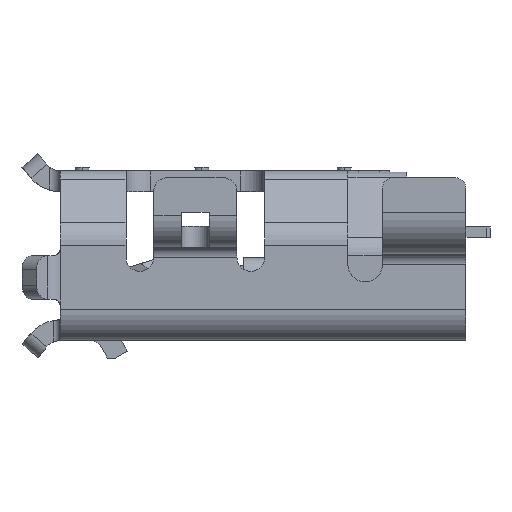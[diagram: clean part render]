
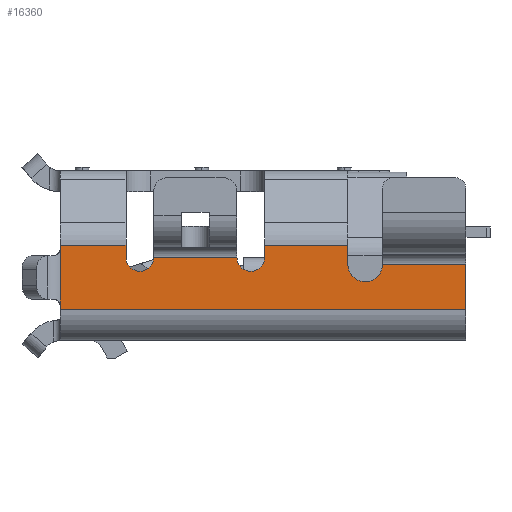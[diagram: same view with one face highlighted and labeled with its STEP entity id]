
A CAD part, left-side view. The second image highlights one B-rep face of the part: STEP entity #16360.
In plain terms, the highlighted face is planar.
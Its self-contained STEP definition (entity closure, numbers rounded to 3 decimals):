
#710=CARTESIAN_POINT('',(3.75,-1.1,1.725));
#720=VERTEX_POINT('',#710);
#3460=CARTESIAN_POINT('',(3.75,-1.324,-2.925
));
#3470=VERTEX_POINT('',#3460);
#4880=CARTESIAN_POINT('',(3.75,-1.374,-2.925));
#4890=DIRECTION('',(0.,0.,1.));
#4900=VECTOR('',#4890,0.95);
#4910=LINE('',#4880,#4900);
#4920=CARTESIAN_POINT('',(3.75,-1.374,-2.925));
#4930=VERTEX_POINT('',#4920);
#4940=CARTESIAN_POINT('',(3.75,-1.374,-1.975));
#4950=VERTEX_POINT('',#4940);
#4960=EDGE_CURVE('',#4930,#4950,#4910,.T.);
#5370=CARTESIAN_POINT('',(3.75,-1.374,1.225));
#5380=VERTEX_POINT('',#5370);
#5410=CARTESIAN_POINT('',(3.75,-1.374,0.025));
#5420=DIRECTION('',(0.,0.,1.));
#5430=VECTOR('',#5420,1.2);
#5440=LINE('',#5410,#5430);
#5450=CARTESIAN_POINT('',(3.75,-1.374,0.025));
#5460=VERTEX_POINT('',#5450);
#5470=EDGE_CURVE('',#5460,#5380,#5440,.T.);
#6420=CARTESIAN_POINT('',(3.75,-1.2,-1.975));
#6430=VERTEX_POINT('',#6420);
#6460=CARTESIAN_POINT('',(3.75,-1.2,-1.975));
#6470=DIRECTION('',(0.,-1.,0.));
#6480=VECTOR('',#6470,0.174);
#6490=LINE('',#6460,#6480);
#6500=EDGE_CURVE('',#6430,#4950,#6490,.T.);
#15290=CARTESIAN_POINT('',(3.75,-1.1,1.225));
#15300=VERTEX_POINT('',#15290);
#15330=CARTESIAN_POINT('',(3.75,-1.374,1.225));
#15340=DIRECTION('',(0.,1.,0.));
#15350=VECTOR('',#15340,0.274);
#15360=LINE('',#15330,#15350);
#15370=EDGE_CURVE('',#5380,#15300,#15360,.T.);
#15420=CARTESIAN_POINT('',(3.75,0.,-2.925));
#15430=DIRECTION('',(-1.,-0.,-0.));
#15440=DIRECTION('',(0.,0.,-1.));
#15450=AXIS2_PLACEMENT_3D('',#15420,#15430,#15440);
#15460=PLANE('',#15450);
#15470=CARTESIAN_POINT('',(3.75,-1.374,-2.925));
#15480=DIRECTION('',(0.,1.,
0.));
#15490=VECTOR('',#15480,0.05);
#15500=LINE('',#15470,#15490);
#15510=EDGE_CURVE('',#4930,#3470,#15500,.T.);
#15520=ORIENTED_EDGE('',*,*,#15510,.T.);
#15530=ORIENTED_EDGE('',*,*,#4960,.F.);
#15540=ORIENTED_EDGE('',*,*,#6500,.T.);
#15550=CARTESIAN_POINT('',(3.75,-1.2,-1.775));
#15560=DIRECTION('',(1.,0.,0.));
#15570=DIRECTION('',(0.,0.,-1.));
#15580=AXIS2_PLACEMENT_3D('',#15550,#15560,#15570);
#15590=CIRCLE('',#15580,0.2);
#15600=CARTESIAN_POINT('',(3.75,-1.2,-1.575));
#15610=VERTEX_POINT('',#15600);
#15620=EDGE_CURVE('',#6430,#15610,#15590,.T.);
#15630=ORIENTED_EDGE('',*,*,#15620,.F.);
#15640=CARTESIAN_POINT('',(3.75,-1.2,-1.575));
#15650=DIRECTION('',(0.,0.,1.));
#15660=VECTOR('',#15650,1.2);
#15670=LINE('',#15640,#15660);
#15680=CARTESIAN_POINT('',(3.75,-1.2,-0.375));
#15690=VERTEX_POINT('',#15680);
#15700=EDGE_CURVE('',#15610,#15690,#15670,.T.);
#15710=ORIENTED_EDGE('',*,*,#15700,.F.);
#15720=CARTESIAN_POINT('',(3.75,-1.2,-0.175));
#15730=DIRECTION('',(1.,0.,0.));
#15740=DIRECTION('',(0.,0.,-1.));
#15750=AXIS2_PLACEMENT_3D('',#15720,#15730,#15740);
#15760=CIRCLE('',#15750,0.2);
#15770=CARTESIAN_POINT('',(3.75,-1.2,0.025));
#15780=VERTEX_POINT('',#15770);
#15790=EDGE_CURVE('',#15690,#15780,#15760,.T.);
#15800=ORIENTED_EDGE('',*,*,#15790,.F.);
#15810=CARTESIAN_POINT('',(3.75,-1.374,0.025));
#15820=DIRECTION('',(0.,1.,0.));
#15830=VECTOR('',#15820,0.174);
#15840=LINE('',#15810,#15830);
#15850=EDGE_CURVE('',#5460,#15780,#15840,.T.);
#15860=ORIENTED_EDGE('',*,*,#15850,.T.);
#15870=ORIENTED_EDGE('',*,*,#5470,.F.);
#15880=ORIENTED_EDGE('',*,*,#15370,.F.);
#15890=CARTESIAN_POINT('',(3.75,-1.1,1.475));
#15900=DIRECTION('',(1.,0.,0.));
#15910=DIRECTION('',(0.,0.,-1.));
#15920=AXIS2_PLACEMENT_3D('',#15890,#15900,#15910);
#15930=CIRCLE('',#15920,0.25);
#15940=EDGE_CURVE('',#15300,#720,#15930,.T.);
#15950=ORIENTED_EDGE('',*,*,#15940,.F.);
#15960=CARTESIAN_POINT('',(3.75,-1.1,1.725));
#15970=DIRECTION('',(0.,0.,1.));
#15980=VECTOR('',#15970,1.2);
#15990=LINE('',#15960,#15980);
#16000=CARTESIAN_POINT('',(3.75,-1.1,2.925));
#16010=VERTEX_POINT('',#16000);
#16020=EDGE_CURVE('',#720,#16010,#15990,.T.);
#16030=ORIENTED_EDGE('',*,*,#16020,.F.);
#16040=CARTESIAN_POINT('',(3.75,-0.45,2.925));
#16050=DIRECTION('',(0.,-1.,0.));
#16060=VECTOR('',#16050,0.65);
#16070=LINE('',#16040,#16060);
#16080=CARTESIAN_POINT('',(3.75,-0.45,2.925));
#16090=VERTEX_POINT('',#16080);
#16100=EDGE_CURVE('',#16090,#16010,#16070,.T.);
#16110=ORIENTED_EDGE('',*,*,#16100,.T.);
#16120=CARTESIAN_POINT('',(3.75,-0.45,2.925));
#16130=DIRECTION('',(0.,0.,1.));
#16140=VECTOR('',#16130,1.);
#16150=LINE('',#16120,#16140);
#16160=CARTESIAN_POINT('',(3.75,-0.45,-2.925));
#16170=VERTEX_POINT('',#16160);
#16180=EDGE_CURVE('',#16170,#16090,#16150,.T.);
#16190=ORIENTED_EDGE('',*,*,#16180,.T.);
#16200=CARTESIAN_POINT('',(3.75,-0.5,
-2.925));
#16210=DIRECTION('',(0.,1.,
0.));
#16220=VECTOR('',#16210,0.05);
#16230=LINE('',#16200,#16220);
#16240=CARTESIAN_POINT('',(3.75,-0.5,-2.925));
#16250=VERTEX_POINT('',#16240);
#16260=EDGE_CURVE('',#16250,#16170,#16230,.T.);
#16270=ORIENTED_EDGE('',*,*,#16260,.T.);
#16280=CARTESIAN_POINT('',(3.75,-1.324,
-2.925));
#16290=DIRECTION('',(0.,1.,0.));
#16300=VECTOR('',#16290,0.824);
#16310=LINE('',#16280,#16300);
#16320=EDGE_CURVE('',#3470,#16250,#16310,.T.);
#16330=ORIENTED_EDGE('',*,*,#16320,.T.);
#16340=EDGE_LOOP('',(#16330,#16270,#16190,#16110,#16030,#15950,#15880,
#15870,#15860,#15800,#15710,#15630,#15540,#15530,#15520));
#16350=FACE_OUTER_BOUND('',#16340,.T.);
#16360=ADVANCED_FACE('',(#16350),#15460,.F.);
